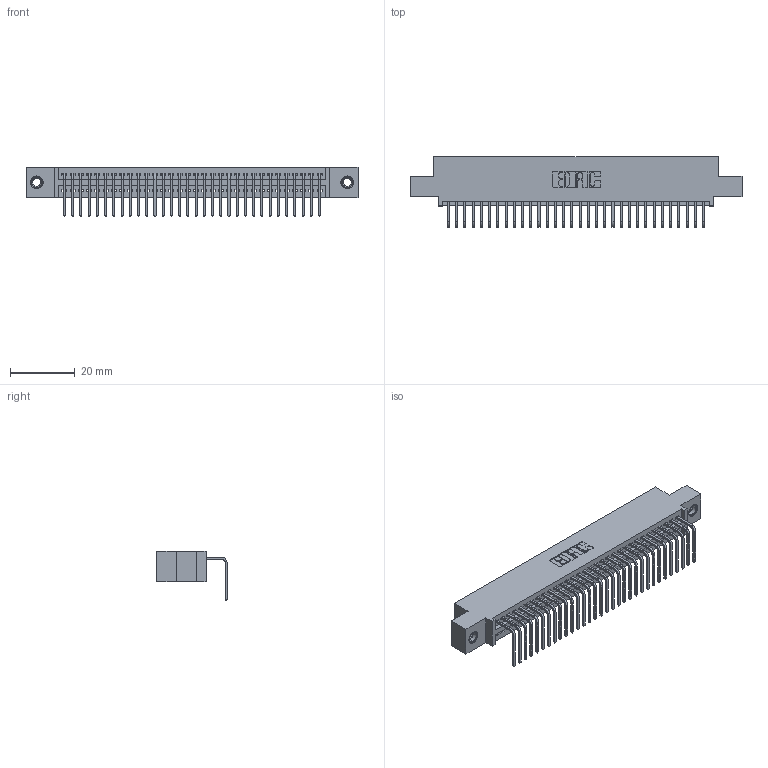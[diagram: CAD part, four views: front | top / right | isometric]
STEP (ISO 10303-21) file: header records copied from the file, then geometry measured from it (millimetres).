
FILE_DESCRIPTION (( 'STEP AP203' ), '1' );
FILE_NAME ('395-032-558-407.STEP', '2019-10-11T06:31:56', ( '' ), ( '' ), 'SwSTEP 2.0', 'SolidWorks 2016', '' );
FILE_SCHEMA (( 'CONFIG_CONTROL_DESIGN' ));
Length unit declared in the file: inch
Products named in the file (4): 345 Part_0.110 Offset - 0.156 Dia-TI; 345-292-001_558 Tail - 2; 345-250-001_345-250-005-103; 395-032-558-407
Assembly tree (35 placements, depth 2):
  395-032-558-407
    345 Part_0.110 Offset - 0.156 Dia-TI
    345-292-001_558 Tail - 2  x32
    345-250-001_345-250-005-103  x2
Bounding box: 102.49 x 21.83 x 15.37 mm (x, y, z)
Volume: 9672.3 mm3; surface area: 13458.7 mm2
Topology: 35 solids, 35 shells, 2110 faces, 6313 edges, 4158 vertices
Faces by surface type: plane 1460, cylinder 634, cone 12, torus 4
Entity records: 26832 total; most frequent: CARTESIAN_POINT 4631, ORIENTED_EDGE 4590, DIRECTION 4085, EDGE_CURVE 2295, LINE 2015, VECTOR 2015, VERTEX_POINT 1524, AXIS2_PLACEMENT_3D 1035
